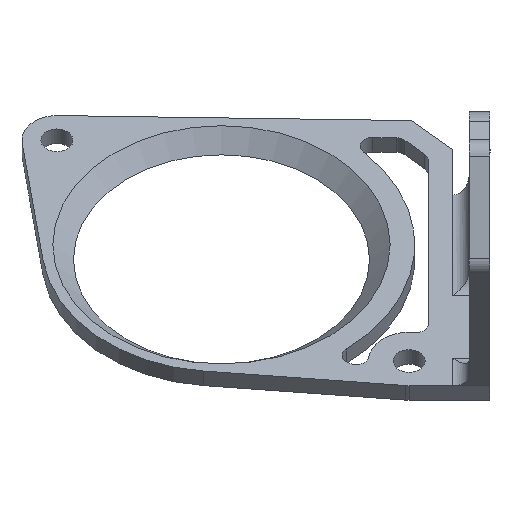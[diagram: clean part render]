
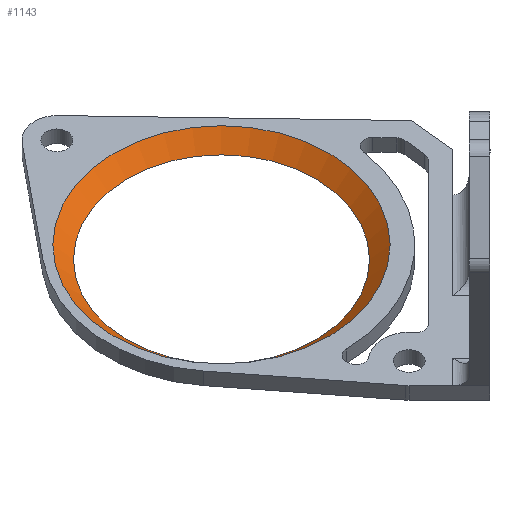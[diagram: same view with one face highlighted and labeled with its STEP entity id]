
A CAD part, top view. The second image highlights one B-rep face of the part: STEP entity #1143.
In plain terms, the highlighted conical face has half-angle 45 degrees and reference radius 18 mm.
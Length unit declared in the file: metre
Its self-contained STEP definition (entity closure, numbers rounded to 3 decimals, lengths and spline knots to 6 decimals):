
#20=CONICAL_SURFACE('',#1276,0.018,0.785);
#92=CIRCLE('',#1211,0.0205);
#111=CIRCLE('',#1257,0.018);
#383=ORIENTED_EDGE('',*,*,#514,.F.);
#384=ORIENTED_EDGE('',*,*,#576,.F.);
#514=EDGE_CURVE('',#676,#676,#92,.F.);
#576=EDGE_CURVE('',#712,#712,#111,.T.);
#676=VERTEX_POINT('',#1785);
#712=VERTEX_POINT('',#1908);
#981=EDGE_LOOP('',(#383));
#982=EDGE_LOOP('',(#384));
#1057=FACE_BOUND('',#981,.T.);
#1058=FACE_BOUND('',#982,.T.);
#1143=ADVANCED_FACE('',(#1057,#1058),#20,.F.);
#1211=AXIS2_PLACEMENT_3D('',#1784,#1410,#1411);
#1257=AXIS2_PLACEMENT_3D('',#1907,#1543,#1544);
#1276=AXIS2_PLACEMENT_3D('',#1942,#1592,#1593);
#1410=DIRECTION('',(0.,0.707,0.707));
#1411=DIRECTION('',(0.,-0.707,0.707));
#1543=DIRECTION('',(0.,0.707,0.707));
#1544=DIRECTION('',(0.,-0.707,0.707));
#1592=DIRECTION('',(0.,0.707,0.707));
#1593=DIRECTION('',(0.,-0.707,0.707));
#1784=CARTESIAN_POINT('',(-0.0368,-0.046434,-0.02523));
#1785=CARTESIAN_POINT('',(-0.0368,-0.06093,-0.010735));
#1907=CARTESIAN_POINT('',(-0.0368,-0.048202,-0.026998));
#1908=CARTESIAN_POINT('',(-0.0368,-0.06093,-0.01427));
#1942=CARTESIAN_POINT('',(-0.0368,-0.048202,-0.026998));
